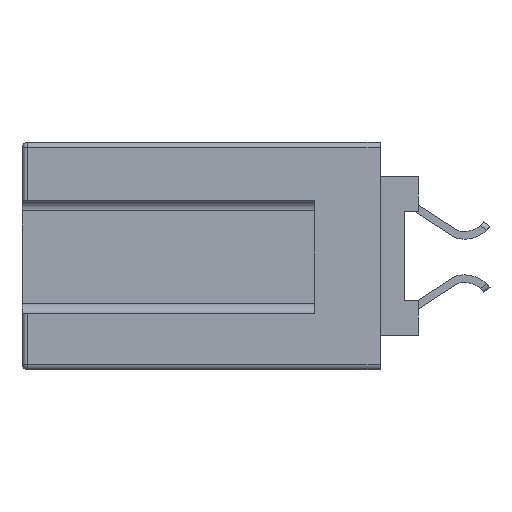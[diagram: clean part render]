
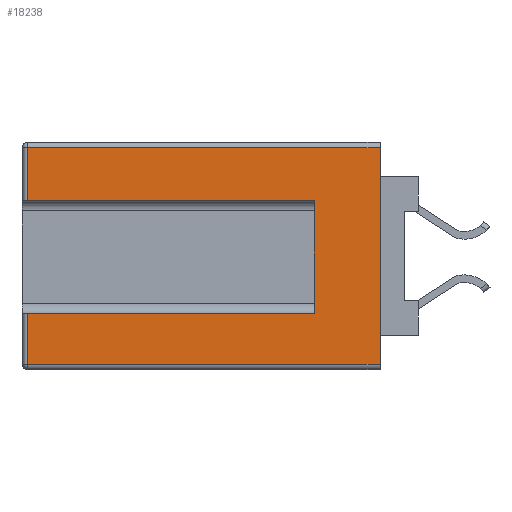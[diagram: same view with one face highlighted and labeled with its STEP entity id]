
A CAD part, left-side view. The second image highlights one B-rep face of the part: STEP entity #18238.
In plain terms, the highlighted planar face has unit normal (-1, 0, 0).
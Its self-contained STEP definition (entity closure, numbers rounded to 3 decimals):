
#428 = EDGE_CURVE ( 'NONE', #8038, #5859, #15837, .T. ) ;
#708 = VERTEX_POINT ( 'NONE', #24475 ) ;
#1053 = AXIS2_PLACEMENT_3D ( 'NONE', #9355, #45673, #27154 ) ;
#1085 = CARTESIAN_POINT ( 'NONE',  ( 0., 4.07, -6.68 ) ) ;
#1894 = VECTOR ( 'NONE', #35992, 1000. ) ;
#3757 = EDGE_CURVE ( 'NONE', #24401, #17582, #26640, .T. ) ;
#5859 = VERTEX_POINT ( 'NONE', #19989 ) ;
#6172 = VECTOR ( 'NONE', #44396, 1000. ) ;
#6249 = DIRECTION ( 'NONE',  ( 0., -1., 0. ) ) ;
#6512 = VERTEX_POINT ( 'NONE', #16531 ) ;
#8038 = VERTEX_POINT ( 'NONE', #30649 ) ;
#8057 = CARTESIAN_POINT ( 'NONE',  ( 0., 1.5, -0.2 ) ) ;
#8710 = ORIENTED_EDGE ( 'NONE', *, *, #20078, .T. ) ;
#8847 = DIRECTION ( 'NONE',  ( 0., 1., 0. ) ) ;
#9075 = LINE ( 'NONE', #45401, #12397 ) ;
#9355 = CARTESIAN_POINT ( 'NONE',  ( 0., 15.5, 0. ) ) ;
#11665 = DIRECTION ( 'NONE',  ( 0., 0., -1. ) ) ;
#11739 = VERTEX_POINT ( 'NONE', #13663 ) ;
#12397 = VECTOR ( 'NONE', #6249, 1000. ) ;
#13663 = CARTESIAN_POINT ( 'NONE',  ( 0., 1.5, -8.68 ) ) ;
#14222 = LINE ( 'NONE', #38817, #1894 ) ;
#15837 = LINE ( 'NONE', #30105, #6172 ) ;
#16531 = CARTESIAN_POINT ( 'NONE',  ( 0., 4.07, -2.28 ) ) ;
#16901 = ORIENTED_EDGE ( 'NONE', *, *, #36329, .T. ) ;
#17051 = DIRECTION ( 'NONE',  ( 0., 0., -1. ) ) ;
#17582 = VERTEX_POINT ( 'NONE', #21320 ) ;
#18238 = ADVANCED_FACE ( 'NONE', ( #37957 ), #31382, .F. ) ;
#18868 = VERTEX_POINT ( 'NONE', #8057 ) ;
#19841 = EDGE_CURVE ( 'NONE', #5859, #6512, #9075, .T. ) ;
#19989 = CARTESIAN_POINT ( 'NONE',  ( 0., 15.3, -2.28 ) ) ;
#20078 = EDGE_CURVE ( 'NONE', #6512, #708, #14222, .T. ) ;
#20314 = VECTOR ( 'NONE', #29824, 1000. ) ;
#21320 = CARTESIAN_POINT ( 'NONE',  ( 0., 15.3, -8.68 ) ) ;
#22354 = EDGE_CURVE ( 'NONE', #708, #24401, #26871, .T. ) ;
#23292 = CARTESIAN_POINT ( 'NONE',  ( 0., 15.5, -8.68 ) ) ;
#24060 = LINE ( 'NONE', #39026, #40644 ) ;
#24401 = VERTEX_POINT ( 'NONE', #35440 ) ;
#24475 = CARTESIAN_POINT ( 'NONE',  ( 0., 4.07, -6.68 ) ) ;
#25179 = EDGE_CURVE ( 'NONE', #18868, #11739, #24060, .T. ) ;
#25489 = ORIENTED_EDGE ( 'NONE', *, *, #22354, .T. ) ;
#26640 = LINE ( 'NONE', #36726, #45934 ) ;
#26871 = LINE ( 'NONE', #1085, #29651 ) ;
#27154 = DIRECTION ( 'NONE',  ( 0., 0., -1. ) ) ;
#28616 = ORIENTED_EDGE ( 'NONE', *, *, #45189, .T. ) ;
#28760 = DIRECTION ( 'NONE',  ( 0., -1., 0. ) ) ;
#29651 = VECTOR ( 'NONE', #8847, 1000. ) ;
#29824 = DIRECTION ( 'NONE',  ( 0., 1., 0. ) ) ;
#30049 = ORIENTED_EDGE ( 'NONE', *, *, #3757, .T. ) ;
#30105 = CARTESIAN_POINT ( 'NONE',  ( 0., 15.3, 0. ) ) ;
#30245 = CARTESIAN_POINT ( 'NONE',  ( 0., 15.5, -0.2 ) ) ;
#30649 = CARTESIAN_POINT ( 'NONE',  ( 0., 15.3, -0.2 ) ) ;
#31309 = ORIENTED_EDGE ( 'NONE', *, *, #19841, .T. ) ;
#31372 = ORIENTED_EDGE ( 'NONE', *, *, #428, .T. ) ;
#31382 = PLANE ( 'NONE',  #1053 ) ;
#33391 = LINE ( 'NONE', #23292, #43086 ) ;
#33473 = ORIENTED_EDGE ( 'NONE', *, *, #25179, .F. ) ;
#33770 = LINE ( 'NONE', #30245, #20314 ) ;
#35440 = CARTESIAN_POINT ( 'NONE',  ( 0., 15.3, -6.68 ) ) ;
#35992 = DIRECTION ( 'NONE',  ( 0., 0., -1. ) ) ;
#36329 = EDGE_CURVE ( 'NONE', #17582, #11739, #33391, .T. ) ;
#36726 = CARTESIAN_POINT ( 'NONE',  ( 0., 15.3, 0. ) ) ;
#37957 = FACE_OUTER_BOUND ( 'NONE', #43728, .T. ) ;
#38817 = CARTESIAN_POINT ( 'NONE',  ( 0., 4.07, -2.28 ) ) ;
#39026 = CARTESIAN_POINT ( 'NONE',  ( 0., 1.5, 0. ) ) ;
#40644 = VECTOR ( 'NONE', #17051, 1000. ) ;
#43086 = VECTOR ( 'NONE', #28760, 1000. ) ;
#43728 = EDGE_LOOP ( 'NONE', ( #30049, #16901, #33473, #28616, #31372, #31309, #8710, #25489 ) ) ;
#44396 = DIRECTION ( 'NONE',  ( 0., 0., -1. ) ) ;
#45189 = EDGE_CURVE ( 'NONE', #18868, #8038, #33770, .T. ) ;
#45401 = CARTESIAN_POINT ( 'NONE',  ( 0., 4.07, -2.28 ) ) ;
#45673 = DIRECTION ( 'NONE',  ( 1., 0., 0. ) ) ;
#45934 = VECTOR ( 'NONE', #11665, 1000. ) ;
